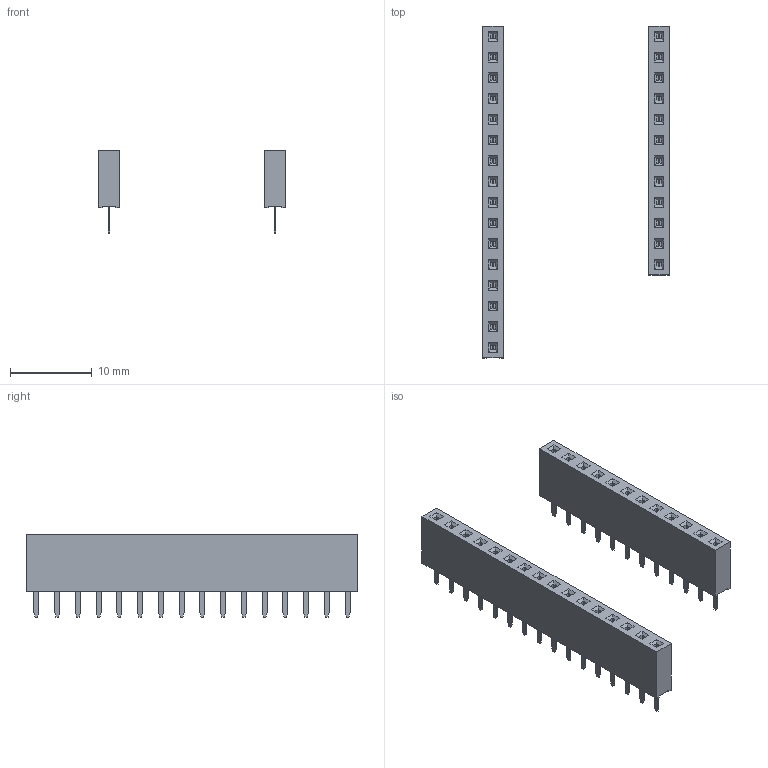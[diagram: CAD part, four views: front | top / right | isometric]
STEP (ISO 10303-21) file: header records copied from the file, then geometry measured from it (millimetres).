
FILE_DESCRIPTION(('FreeCAD Model'),'2;1');
FILE_NAME('Open CASCADE Shape Model','2023-03-10T13:46:12',(''),(''), 'Open CASCADE STEP processor 7.6','FreeCAD','Unknown');
FILE_SCHEMA(('AUTOMOTIVE_DESIGN { 1 0 10303 214 1 1 1 1 }'));
Length unit declared in the file: millimetre
Products named in the file (3): Unnamed; PinSocket_1x12_P254mm_Vertical; PinSocket_1x16_P254mm_Vertical
Assembly tree (2 placements, depth 2):
  Unnamed
    PinSocket_1x12_P254mm_Vertical
    PinSocket_1x16_P254mm_Vertical
Bounding box: 22.86 x 40.64 x 10.1 mm (x, y, z)
Volume: 1189.2 mm3; surface area: 2032.3 mm2
Topology: 2 solids, 2 shells, 888 faces, 2288 edges, 1488 vertices
Faces by surface type: plane 888
Entity records: 32560 total; most frequent: CARTESIAN_POINT 4667, ORIENTED_EDGE 4576, DIRECTION 4070, EDGE_CURVE 2288, LINE 2288, VECTOR 2288, VERTEX_POINT 1488, FACE_BOUND 972
